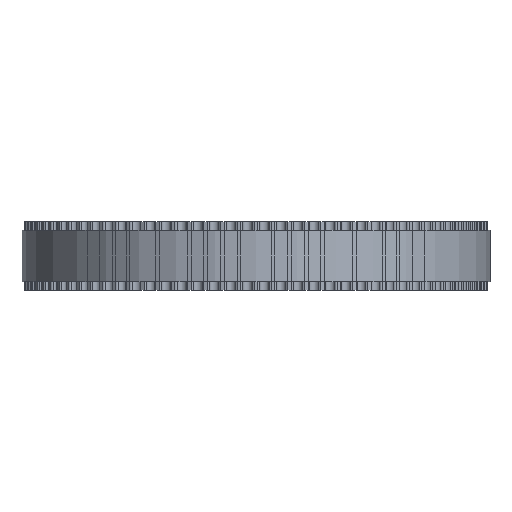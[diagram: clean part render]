
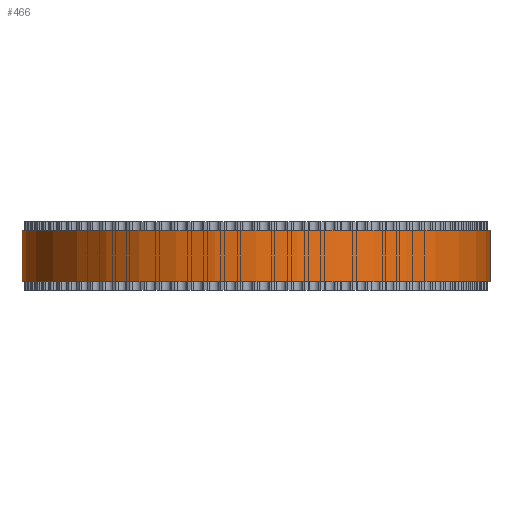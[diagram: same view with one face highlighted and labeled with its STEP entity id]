
A CAD part, front view. The second image highlights one B-rep face of the part: STEP entity #466.
In plain terms, the highlighted cylindrical face has radius 27.375 mm (diameter 54.749 mm), a full revolution.
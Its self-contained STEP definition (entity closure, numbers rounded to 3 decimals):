
#97=FACE_BOUND('',#1504,.T.);
#98=FACE_BOUND('',#1505,.T.);
#466=ADVANCED_FACE('',(#97,#98),#811,.T.);
#811=CYLINDRICAL_SURFACE('',#7711,27.375);
#1504=EDGE_LOOP('',(#4258));
#1505=EDGE_LOOP('',(#4259));
#4258=ORIENTED_EDGE('',*,*,#5982,.T.);
#4259=ORIENTED_EDGE('',*,*,#5983,.T.);
#4948=VERTEX_POINT('',#12200);
#4949=VERTEX_POINT('',#12202);
#5982=EDGE_CURVE('',#4948,#4948,#6672,.T.);
#5983=EDGE_CURVE('',#4949,#4949,#6673,.T.);
#6672=CIRCLE('',#7709,27.375);
#6673=CIRCLE('',#7710,27.375);
#7709=AXIS2_PLACEMENT_3D('',#12199,#10126,#10127);
#7710=AXIS2_PLACEMENT_3D('',#12201,#10128,#10129);
#7711=AXIS2_PLACEMENT_3D('',#12203,#10130,#10131);
#10126=DIRECTION('',(0.,0.,1.));
#10127=DIRECTION('',(1.,0.,0.));
#10128=DIRECTION('',(0.,0.,-1.));
#10129=DIRECTION('',(1.,0.,0.));
#10130=DIRECTION('',(0.,0.,1.));
#10131=DIRECTION('',(1.,0.,0.));
#12199=CARTESIAN_POINT('',(0.,0.,1.));
#12200=CARTESIAN_POINT('',(27.375,0.,1.));
#12201=CARTESIAN_POINT('',(0.,0.,7.));
#12202=CARTESIAN_POINT('',(27.375,0.,7.));
#12203=CARTESIAN_POINT('',(0.,0.,1.));
